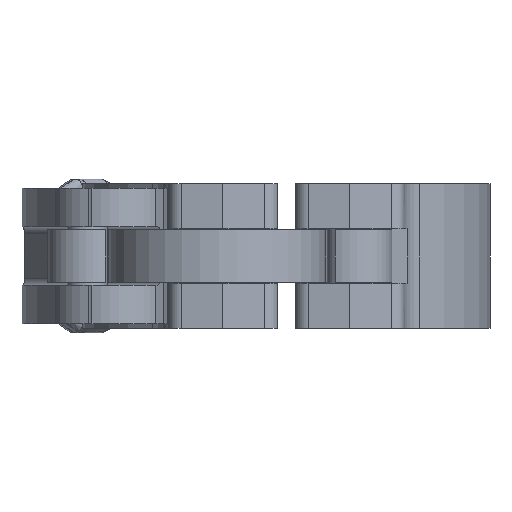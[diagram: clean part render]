
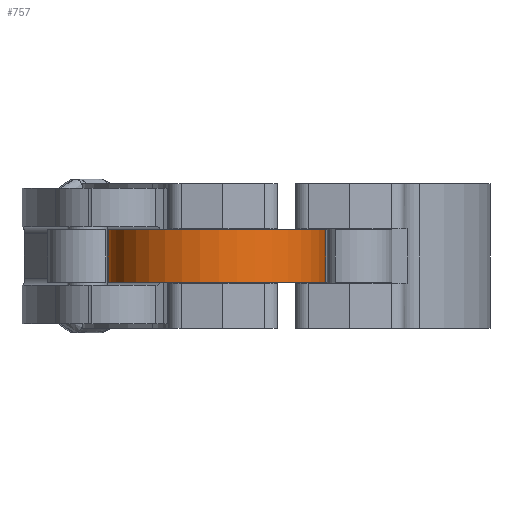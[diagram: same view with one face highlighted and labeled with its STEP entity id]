
A CAD part, front view. The second image highlights one B-rep face of the part: STEP entity #757.
In plain terms, the highlighted cylindrical face has radius 12 mm (diameter 24 mm), a partial arc.
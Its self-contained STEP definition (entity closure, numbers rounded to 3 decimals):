
#201 = CIRCLE ( 'NONE', #2839, 12. ) ;
#231 = CYLINDRICAL_SURFACE ( 'NONE', #3337, 12. ) ;
#500 = CARTESIAN_POINT ( 'NONE',  ( -7.65, -30., -2.9 ) ) ;
#648 = CARTESIAN_POINT ( 'NONE',  ( -19.644, -30.372, 2.9 ) ) ;
#757 = ADVANCED_FACE ( 'NONE', ( #5839 ), #231, .T. ) ;
#1106 = CARTESIAN_POINT ( 'NONE',  ( 4.35, -30., -2.9 ) ) ;
#1199 = DIRECTION ( 'NONE',  ( 1., 0., 0. ) ) ;
#1258 = VERTEX_POINT ( 'NONE', #1106 ) ;
#1542 = ORIENTED_EDGE ( 'NONE', *, *, #7016, .T. ) ;
#1746 = CARTESIAN_POINT ( 'NONE',  ( -19.644, -30.372, -2.9 ) ) ;
#1783 = AXIS2_PLACEMENT_3D ( 'NONE', #2348, #7314, #3054 ) ;
#2348 = CARTESIAN_POINT ( 'NONE',  ( -7.65, -30., 2.9 ) ) ;
#2646 = LINE ( 'NONE', #4420, #4527 ) ;
#2740 = DIRECTION ( 'NONE',  ( 0., 0., 1. ) ) ;
#2792 = ORIENTED_EDGE ( 'NONE', *, *, #4206, .T. ) ;
#2839 = AXIS2_PLACEMENT_3D ( 'NONE', #500, #5421, #1199 ) ;
#2925 = LINE ( 'NONE', #7004, #8360 ) ;
#3054 = DIRECTION ( 'NONE',  ( 1., 0., 0. ) ) ;
#3116 = DIRECTION ( 'NONE',  ( 1., 0., 0. ) ) ;
#3155 = CIRCLE ( 'NONE', #1783, 12. ) ;
#3337 = AXIS2_PLACEMENT_3D ( 'NONE', #3820, #8782, #3116 ) ;
#3499 = ORIENTED_EDGE ( 'NONE', *, *, #8842, .T. ) ;
#3543 = VERTEX_POINT ( 'NONE', #1746 ) ;
#3807 = VERTEX_POINT ( 'NONE', #648 ) ;
#3820 = CARTESIAN_POINT ( 'NONE',  ( -7.65, -30., 0. ) ) ;
#4206 = EDGE_CURVE ( 'NONE', #1258, #7201, #2925, .T. ) ;
#4420 = CARTESIAN_POINT ( 'NONE',  ( -19.644, -30.372, 0. ) ) ;
#4527 = VECTOR ( 'NONE', #8673, 1000. ) ;
#4631 = CARTESIAN_POINT ( 'NONE',  ( 4.35, -30., 2.9 ) ) ;
#5421 = DIRECTION ( 'NONE',  ( 0., 0., 1. ) ) ;
#5839 = FACE_OUTER_BOUND ( 'NONE', #9120, .T. ) ;
#7004 = CARTESIAN_POINT ( 'NONE',  ( 4.35, -30., 0. ) ) ;
#7016 = EDGE_CURVE ( 'NONE', #3807, #3543, #2646, .T. ) ;
#7201 = VERTEX_POINT ( 'NONE', #4631 ) ;
#7314 = DIRECTION ( 'NONE',  ( 0., 0., -1. ) ) ;
#8248 = EDGE_CURVE ( 'NONE', #7201, #3807, #3155, .T. ) ;
#8360 = VECTOR ( 'NONE', #2740, 1000. ) ;
#8673 = DIRECTION ( 'NONE',  ( 0., 0., -1. ) ) ;
#8690 = ORIENTED_EDGE ( 'NONE', *, *, #8248, .T. ) ;
#8782 = DIRECTION ( 'NONE',  ( 0., 0., 1. ) ) ;
#8842 = EDGE_CURVE ( 'NONE', #3543, #1258, #201, .T. ) ;
#9120 = EDGE_LOOP ( 'NONE', ( #3499, #2792, #8690, #1542 ) ) ;
